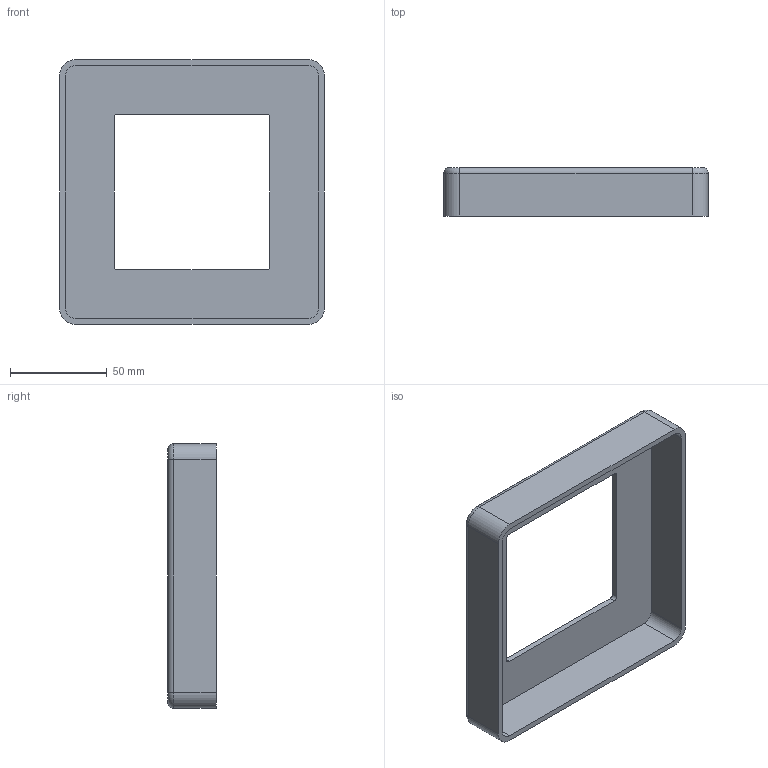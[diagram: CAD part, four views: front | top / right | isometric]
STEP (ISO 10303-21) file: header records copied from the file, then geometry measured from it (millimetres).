
FILE_DESCRIPTION (( 'STEP AP203' ), '1' );
FILE_NAME ('76BPC80A.STEP', '2022-05-10T15:43:04', ( '' ), ( '' ), 'SwSTEP 2.0', 'SolidWorks 2020', '' );
FILE_SCHEMA (( 'CONFIG_CONTROL_DESIGN' ));
Length unit declared in the file: millimetre
Products named in the file (1): 76BPC80A
Bounding box: 136.4 x 25 x 136.4 mm (x, y, z)
Volume: 69699.5 mm3; surface area: 49006 mm2
Topology: 1 solids, 1 shells, 35 faces, 88 edges, 56 vertices
Faces by surface type: cylinder 16, plane 15, torus 4
Entity records: 1135 total; most frequent: DIRECTION 196, CARTESIAN_POINT 180, ORIENTED_EDGE 176, EDGE_CURVE 88, AXIS2_PLACEMENT_3D 72, VERTEX_POINT 56, LINE 52, VECTOR 52
